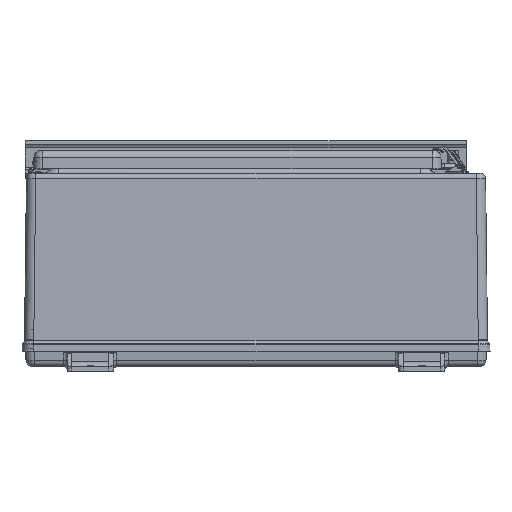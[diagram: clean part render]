
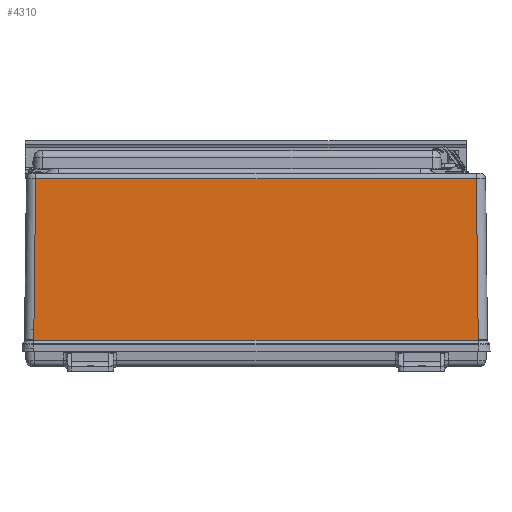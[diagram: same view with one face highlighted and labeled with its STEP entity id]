
A CAD part, front view. The second image highlights one B-rep face of the part: STEP entity #4310.
In plain terms, the highlighted planar face has unit normal (0, -1, 0.012).
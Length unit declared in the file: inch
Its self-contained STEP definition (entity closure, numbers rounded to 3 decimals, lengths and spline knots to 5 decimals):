
#443 = LINE ( 'NONE', #23357, #16819 ) ;
#1151 = VECTOR ( 'NONE', #15408, 39.37008 ) ;
#3417 = ORIENTED_EDGE ( 'NONE', *, *, #64385, .F. ) ;
#4310 = ADVANCED_FACE ( 'NONE', ( #43073 ), #48190, .T. ) ;
#4562 = EDGE_CURVE ( 'NONE', #20483, #22110, #54588, .T. ) ;
#5247 = ORIENTED_EDGE ( 'NONE', *, *, #20442, .T. ) ;
#5289 = DIRECTION ( 'NONE',  ( 0., -0.012, -1. ) ) ;
#6823 = VECTOR ( 'NONE', #31350, 39.37008 ) ;
#7339 = LINE ( 'NONE', #15623, #1151 ) ;
#10237 = ORIENTED_EDGE ( 'NONE', *, *, #61556, .T. ) ;
#12847 = CARTESIAN_POINT ( 'NONE',  ( 11.99046, -12.31855, -0.00437 ) ) ;
#12982 = EDGE_CURVE ( 'NONE', #63221, #18170, #42671, .T. ) ;
#13838 = ORIENTED_EDGE ( 'NONE', *, *, #16074, .F. ) ;
#15408 = DIRECTION ( 'NONE',  ( 0., 0.012, 1. ) ) ;
#15623 = CARTESIAN_POINT ( 'NONE',  ( -11.99046, -12.31853, -0.00219 ) ) ;
#16074 = EDGE_CURVE ( 'NONE', #20483, #18170, #7339, .T. ) ;
#16819 = VECTOR ( 'NONE', #52250, 39.37008 ) ;
#17112 = CARTESIAN_POINT ( 'NONE',  ( 11.8874, -12.21542, 8.68884 ) ) ;
#18170 = VERTEX_POINT ( 'NONE', #43380 ) ;
#18813 = CARTESIAN_POINT ( 'NONE',  ( -11.8874, -12.21542, 8.68884 ) ) ;
#19008 = DIRECTION ( 'NONE',  ( -0.012, -0.012, -1. ) ) ;
#20442 = EDGE_CURVE ( 'NONE', #50133, #42353, #443, .T. ) ;
#20483 = VERTEX_POINT ( 'NONE', #24429 ) ;
#22110 = VERTEX_POINT ( 'NONE', #12847 ) ;
#22417 = CARTESIAN_POINT ( 'NONE',  ( 11.99047, -12.3185, 0. ) ) ;
#22724 = DIRECTION ( 'NONE',  ( 1., 0., 0. ) ) ;
#23357 = CARTESIAN_POINT ( 'NONE',  ( 11.99049, -12.3185, 0. ) ) ;
#23422 = CARTESIAN_POINT ( 'NONE',  ( -12.49045, -12.3185, 0. ) ) ;
#24429 = CARTESIAN_POINT ( 'NONE',  ( -11.99046, -12.31855, -0.00437 ) ) ;
#25876 = VECTOR ( 'NONE', #22724, 39.37008 ) ;
#31350 = DIRECTION ( 'NONE',  ( 0., -0.012, -1. ) ) ;
#31893 = CARTESIAN_POINT ( 'NONE',  ( -12.49045, -12.31855, -0.00437 ) ) ;
#32637 = VECTOR ( 'NONE', #35001, 39.37008 ) ;
#35001 = DIRECTION ( 'NONE',  ( -1., 0., 0. ) ) ;
#36455 = VECTOR ( 'NONE', #19008, 39.37008 ) ;
#40147 = DIRECTION ( 'NONE',  ( 0., -1., 0.012 ) ) ;
#40313 = ORIENTED_EDGE ( 'NONE', *, *, #4562, .T. ) ;
#40396 = CARTESIAN_POINT ( 'NONE',  ( -12.49045, -12.21542, 8.68884 ) ) ;
#41450 = ORIENTED_EDGE ( 'NONE', *, *, #12982, .T. ) ;
#42353 = VERTEX_POINT ( 'NONE', #17112 ) ;
#42671 = LINE ( 'NONE', #18813, #36455 ) ;
#43073 = FACE_OUTER_BOUND ( 'NONE', #59943, .T. ) ;
#43380 = CARTESIAN_POINT ( 'NONE',  ( -11.99047, -12.3185, 0. ) ) ;
#45782 = LINE ( 'NONE', #61097, #6823 ) ;
#48190 = PLANE ( 'NONE',  #50972 ) ;
#50133 = VERTEX_POINT ( 'NONE', #22417 ) ;
#50972 = AXIS2_PLACEMENT_3D ( 'NONE', #23422, #40147, #5289 ) ;
#52250 = DIRECTION ( 'NONE',  ( -0.012, 0.012, 1. ) ) ;
#54588 = LINE ( 'NONE', #31893, #25876 ) ;
#59943 = EDGE_LOOP ( 'NONE', ( #41450, #13838, #40313, #3417, #5247, #10237 ) ) ;
#61097 = CARTESIAN_POINT ( 'NONE',  ( 11.99046, -12.31853, -0.00219 ) ) ;
#61556 = EDGE_CURVE ( 'NONE', #42353, #63221, #62160, .T. ) ;
#62160 = LINE ( 'NONE', #40396, #32637 ) ;
#63221 = VERTEX_POINT ( 'NONE', #64100 ) ;
#64100 = CARTESIAN_POINT ( 'NONE',  ( -11.8874, -12.21542, 8.68884 ) ) ;
#64385 = EDGE_CURVE ( 'NONE', #50133, #22110, #45782, .T. ) ;
